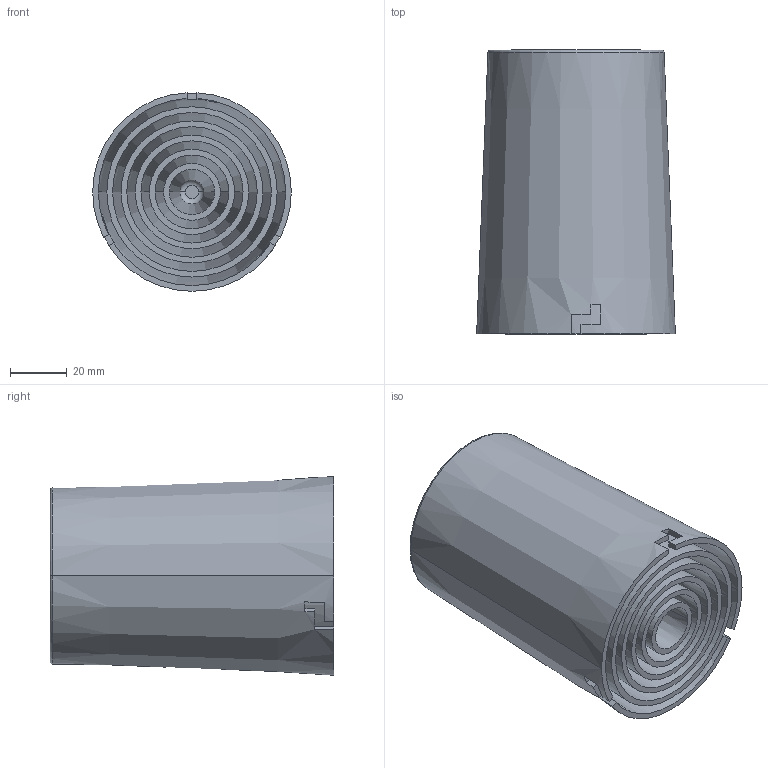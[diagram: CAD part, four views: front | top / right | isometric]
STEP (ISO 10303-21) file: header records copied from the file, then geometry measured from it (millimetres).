
FILE_DESCRIPTION (( 'STEP AP203' ), '1' );
FILE_NAME ('Sliding_detail.STEP', '2024-09-26T12:03:36', ( '' ), ( '' ), 'SwSTEP 2.0', 'SolidWorks 2020', '' );
FILE_SCHEMA (( 'CONFIG_CONTROL_DESIGN' ));
Length unit declared in the file: millimetre
Products named in the file (1): Sliding_detail
Bounding box: 70 x 100 x 69.96 mm (x, y, z)
Volume: 146673 mm3; surface area: 149655.3 mm2
Topology: 6 solids, 6 shells, 83 faces, 190 edges, 120 vertices
Faces by surface type: plane 37, cone 26, torus 20
Entity records: 2491 total; most frequent: CARTESIAN_POINT 466, DIRECTION 450, ORIENTED_EDGE 380, AXIS2_PLACEMENT_3D 200, EDGE_CURVE 190, VERTEX_POINT 120, CIRCLE 116, EDGE_LOOP 94
